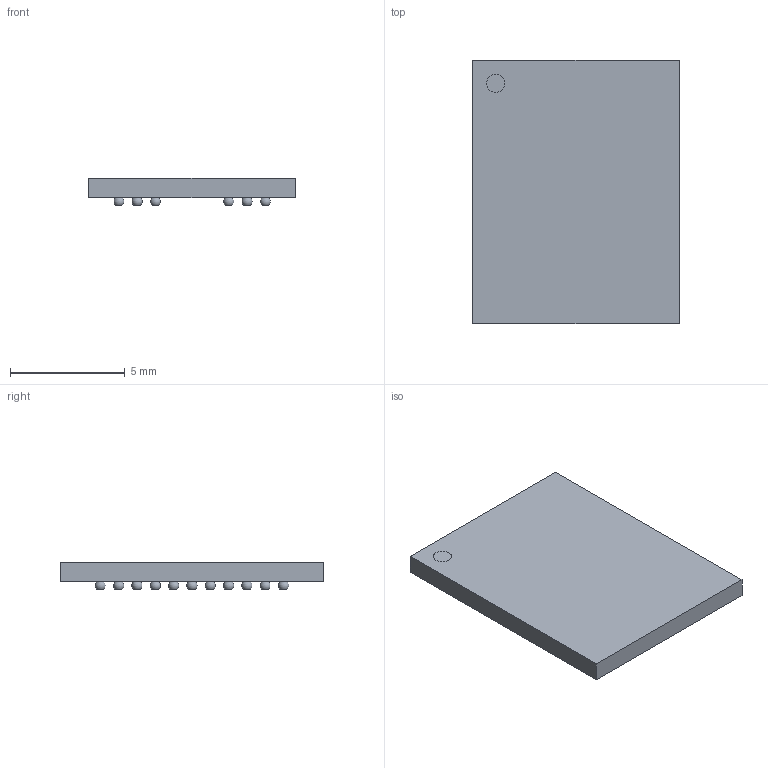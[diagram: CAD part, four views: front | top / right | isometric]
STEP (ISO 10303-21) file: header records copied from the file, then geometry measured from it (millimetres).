
FILE_DESCRIPTION(/* description */ (''),/* implementation_level */ '2;1');
FILE_NAME(/* name */ 'BGA60C80P9X11_900X1150X120.stp',/* time_stamp */ '2016-06-06T13:03:17+02:00',/* author */ ('riccim'),/* organization */ (''),/* preprocessor_version */ 'ST-DEVELOPER v15.5',/* originating_system */ 'AutoCAD Mechanical',/* authorisation */ '');
FILE_SCHEMA (('AUTOMOTIVE_DESIGN { 1 0 10303 214 3 1 1 }'));
Length unit declared in the file: millimetre
Products named in the file (1): Product
Bounding box: 9 x 11.5 x 1.2 mm (x, y, z)
Volume: 90.6 mm3; surface area: 280.6 mm2
Topology: 62 solids, 62 shells, 191 faces, 258 edges, 192 vertices
Faces by surface type: plane 129, sphere 60, cylinder 2
Full cylindrical faces by diameter (mm): 0.8 x2
Entity records: 3224 total; most frequent: DIRECTION 644, CARTESIAN_POINT 460, AXIS2_PLACEMENT_3D 316, ORIENTED_EDGE 272, EDGE_LOOP 254, FACE_OUTER_BOUND 191, ADVANCED_FACE 191, EDGE_CURVE 136
